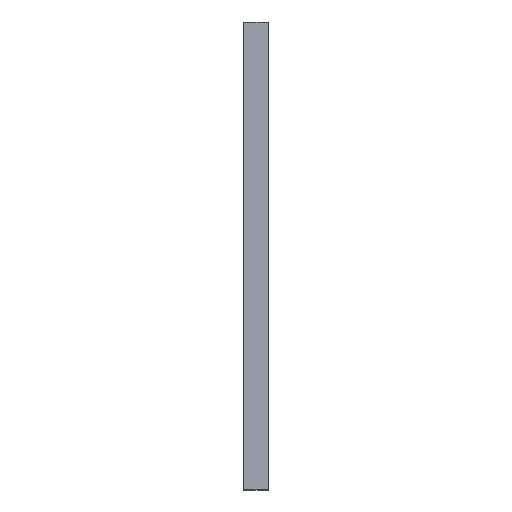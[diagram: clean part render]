
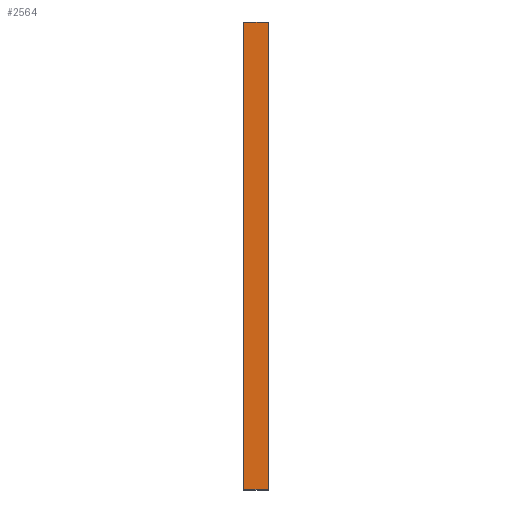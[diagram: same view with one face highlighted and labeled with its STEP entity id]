
A CAD part, top view. The second image highlights one B-rep face of the part: STEP entity #2564.
In plain terms, the highlighted planar face has unit normal (0, 0, 1).
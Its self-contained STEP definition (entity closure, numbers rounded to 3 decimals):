
#2 = DIRECTION ( 'NONE',  ( -1., 0., 0. ) ) ;
#8 = LINE ( 'NONE', #1862, #1230 ) ;
#125 = AXIS2_PLACEMENT_3D ( 'NONE', #1527, #1321, #2 ) ;
#217 = ORIENTED_EDGE ( 'NONE', *, *, #684, .T. ) ;
#239 = CARTESIAN_POINT ( 'NONE',  ( -21.5, 0., 2.5 ) ) ;
#301 = EDGE_CURVE ( 'NONE', #1816, #476, #1997, .T. ) ;
#416 = VECTOR ( 'NONE', #1918, 1000. ) ;
#417 = VECTOR ( 'NONE', #2351, 1000. ) ;
#476 = VERTEX_POINT ( 'NONE', #2766 ) ;
#670 = PLANE ( 'NONE',  #125 ) ;
#684 = EDGE_CURVE ( 'NONE', #1049, #2115, #1006, .T. ) ;
#775 = ORIENTED_EDGE ( 'NONE', *, *, #1276, .F. ) ;
#1001 = LINE ( 'NONE', #1710, #416 ) ;
#1006 = LINE ( 'NONE', #239, #2282 ) ;
#1049 = VERTEX_POINT ( 'NONE', #1160 ) ;
#1160 = CARTESIAN_POINT ( 'NONE',  ( -21.5, 0., 2.5 ) ) ;
#1173 = EDGE_CURVE ( 'NONE', #476, #1049, #8, .T. ) ;
#1230 = VECTOR ( 'NONE', #2102, 1000. ) ;
#1244 = CARTESIAN_POINT ( 'NONE',  ( -24., 48., 2.5 ) ) ;
#1276 = EDGE_CURVE ( 'NONE', #1816, #2115, #1001, .T. ) ;
#1321 = DIRECTION ( 'NONE',  ( 0., 0., -1. ) ) ;
#1374 = ORIENTED_EDGE ( 'NONE', *, *, #1173, .T. ) ;
#1527 = CARTESIAN_POINT ( 'NONE',  ( 24., 48., 2.5 ) ) ;
#1710 = CARTESIAN_POINT ( 'NONE',  ( 24., 48., 2.5 ) ) ;
#1719 = CARTESIAN_POINT ( 'NONE',  ( -21.5, 48., 2.5 ) ) ;
#1816 = VERTEX_POINT ( 'NONE', #1854 ) ;
#1854 = CARTESIAN_POINT ( 'NONE',  ( -24., 48., 2.5 ) ) ;
#1862 = CARTESIAN_POINT ( 'NONE',  ( 24., 0., 2.5 ) ) ;
#1918 = DIRECTION ( 'NONE',  ( 1., 0., 0. ) ) ;
#1988 = FACE_OUTER_BOUND ( 'NONE', #2673, .T. ) ;
#1997 = LINE ( 'NONE', #1244, #417 ) ;
#2102 = DIRECTION ( 'NONE',  ( 1., 0., 0. ) ) ;
#2115 = VERTEX_POINT ( 'NONE', #1719 ) ;
#2181 = DIRECTION ( 'NONE',  ( 0., 1., 0. ) ) ;
#2282 = VECTOR ( 'NONE', #2181, 1000. ) ;
#2315 = ORIENTED_EDGE ( 'NONE', *, *, #301, .T. ) ;
#2351 = DIRECTION ( 'NONE',  ( 0., -1., 0. ) ) ;
#2564 = ADVANCED_FACE ( 'NONE', ( #1988 ), #670, .F. ) ;
#2673 = EDGE_LOOP ( 'NONE', ( #1374, #217, #775, #2315 ) ) ;
#2766 = CARTESIAN_POINT ( 'NONE',  ( -24., 0., 2.5 ) ) ;
